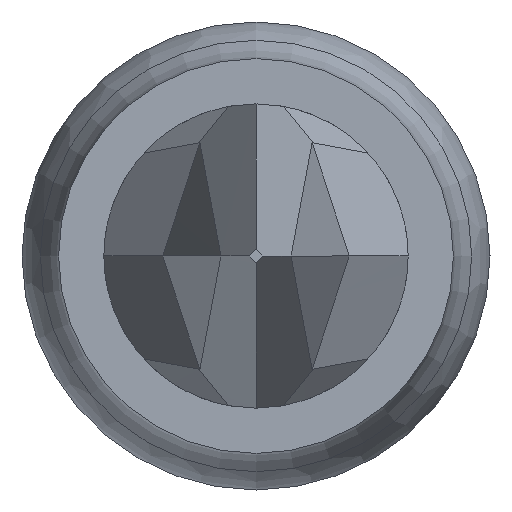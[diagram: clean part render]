
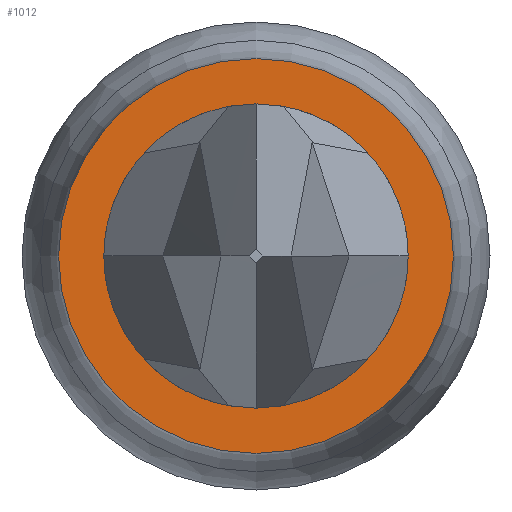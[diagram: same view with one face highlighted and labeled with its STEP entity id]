
A CAD part, left-side view. The second image highlights one B-rep face of the part: STEP entity #1012.
In plain terms, the highlighted planar face has unit normal (-1, 0, 0).
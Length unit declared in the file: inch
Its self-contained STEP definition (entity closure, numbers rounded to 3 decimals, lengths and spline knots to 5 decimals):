
#52 = ORIENTED_EDGE ( 'NONE', *, *, #1335, .T. ) ;
#55 = CARTESIAN_POINT ( 'NONE',  ( 0., 0., 0. ) ) ;
#79 = CARTESIAN_POINT ( 'NONE',  ( 0., -0.0125, 0. ) ) ;
#83 = AXIS2_PLACEMENT_3D ( 'NONE', #944, #305, #389 ) ;
#153 = AXIS2_PLACEMENT_3D ( 'NONE', #55, #566, #1115 ) ;
#163 = CIRCLE ( 'NONE', #153, 0.0079 ) ;
#305 = DIRECTION ( 'NONE',  ( -1., 0., 0. ) ) ;
#389 = DIRECTION ( 'NONE',  ( 0., 0., -1. ) ) ;
#390 = EDGE_LOOP ( 'NONE', ( #52 ) ) ;
#419 = CARTESIAN_POINT ( 'NONE',  ( 0., 0., -0.0079 ) ) ;
#493 = DIRECTION ( 'NONE',  ( 1., 0., 0. ) ) ;
#525 = ORIENTED_EDGE ( 'NONE', *, *, #825, .T. ) ;
#536 = FACE_BOUND ( 'NONE', #1359, .T. ) ;
#566 = DIRECTION ( 'NONE',  ( 1., 0., 0. ) ) ;
#671 = AXIS2_PLACEMENT_3D ( 'NONE', #79, #493, #850 ) ;
#788 = FACE_OUTER_BOUND ( 'NONE', #390, .T. ) ;
#817 = VERTEX_POINT ( 'NONE', #965 ) ;
#825 = EDGE_CURVE ( 'NONE', #1371, #1371, #163, .T. ) ;
#850 = DIRECTION ( 'NONE',  ( 0., 0., 1. ) ) ;
#858 = CIRCLE ( 'NONE', #83, 0.01025 ) ;
#944 = CARTESIAN_POINT ( 'NONE',  ( 0., 0., 0. ) ) ;
#965 = CARTESIAN_POINT ( 'NONE',  ( 0., 0., -0.01025 ) ) ;
#1012 = ADVANCED_FACE ( 'NONE', ( #536, #788 ), #1161, .F. ) ;
#1115 = DIRECTION ( 'NONE',  ( 0., 0., -1. ) ) ;
#1161 = PLANE ( 'NONE',  #671 ) ;
#1335 = EDGE_CURVE ( 'NONE', #817, #817, #858, .T. ) ;
#1359 = EDGE_LOOP ( 'NONE', ( #525 ) ) ;
#1371 = VERTEX_POINT ( 'NONE', #419 ) ;
